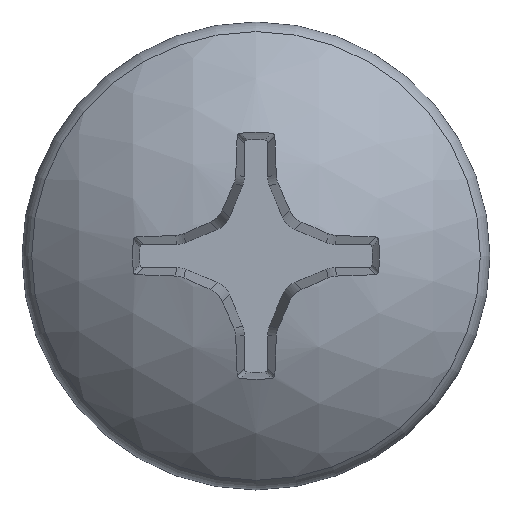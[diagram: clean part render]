
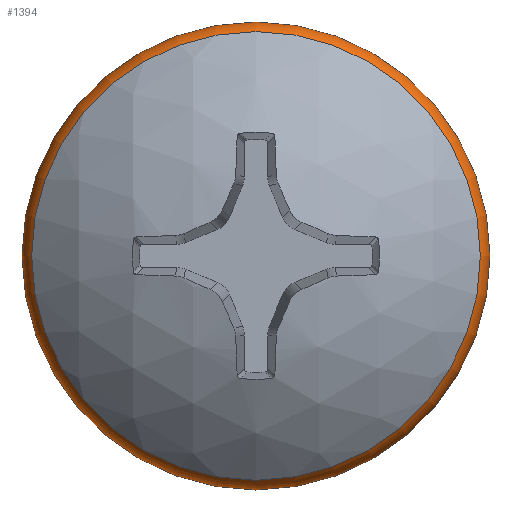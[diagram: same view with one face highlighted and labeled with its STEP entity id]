
A CAD part, top view. The second image highlights one B-rep face of the part: STEP entity #1394.
In plain terms, the highlighted toroidal (fillet/blend) face has major radius 5.249 mm and minor radius 1 mm.
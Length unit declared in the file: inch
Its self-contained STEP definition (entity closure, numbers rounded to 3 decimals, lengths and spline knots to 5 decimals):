
#19=TOROIDAL_SURFACE('',#1530,0.20664,0.03936);
#210=FACE_OUTER_BOUND('',#289,.T.);
#289=EDGE_LOOP('',(#1080,#1081,#1082,#1083));
#349=CIRCLE('',#1505,0.246);
#353=CIRCLE('',#1511,0.23587);
#372=CIRCLE('',#1531,0.03936);
#601=VERTEX_POINT('',#3770);
#604=VERTEX_POINT('',#3780);
#768=EDGE_CURVE('',#601,#601,#349,.T.);
#773=EDGE_CURVE('',#604,#604,#353,.T.);
#812=EDGE_CURVE('',#604,#601,#372,.T.);
#1080=ORIENTED_EDGE('',*,*,#773,.F.);
#1081=ORIENTED_EDGE('',*,*,#812,.T.);
#1082=ORIENTED_EDGE('',*,*,#768,.T.);
#1083=ORIENTED_EDGE('',*,*,#812,.F.);
#1394=ADVANCED_FACE('',(#210),#19,.T.);
#1505=AXIS2_PLACEMENT_3D('',#3771,#1709,#1710);
#1511=AXIS2_PLACEMENT_3D('',#3781,#1722,#1723);
#1530=AXIS2_PLACEMENT_3D('',#3980,#1760,#1761);
#1531=AXIS2_PLACEMENT_3D('',#3981,#1762,#1763);
#1709=DIRECTION('center_axis',(0.,0.,1.));
#1710=DIRECTION('ref_axis',(0.,-1.,0.));
#1722=DIRECTION('center_axis',(0.,0.,1.));
#1723=DIRECTION('ref_axis',(0.,-1.,0.));
#1760=DIRECTION('center_axis',(0.,0.,1.));
#1761=DIRECTION('ref_axis',(0.,-1.,0.));
#1762=DIRECTION('center_axis',(-1.,0.,0.));
#1763=DIRECTION('ref_axis',(0.,1.,0.));
#3770=CARTESIAN_POINT('',(0.,0.246,0.20625));
#3771=CARTESIAN_POINT('Origin',(0.,0.,0.20625));
#3780=CARTESIAN_POINT('',(0.,0.23587,0.23261));
#3781=CARTESIAN_POINT('Origin',(0.,0.,0.23261));
#3980=CARTESIAN_POINT('Origin',(0.,0.,0.20625));
#3981=CARTESIAN_POINT('Origin',(0.,0.20664,0.20625));
